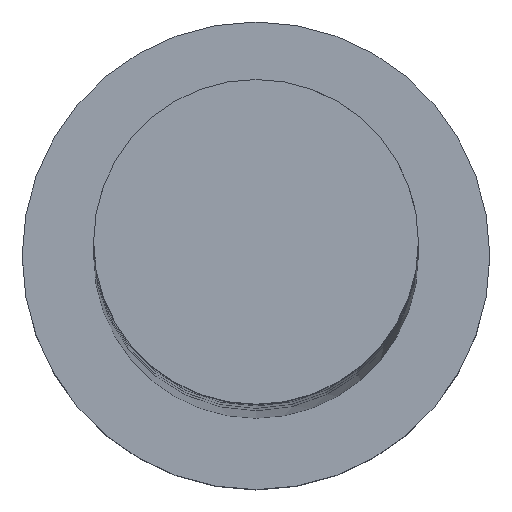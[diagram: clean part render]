
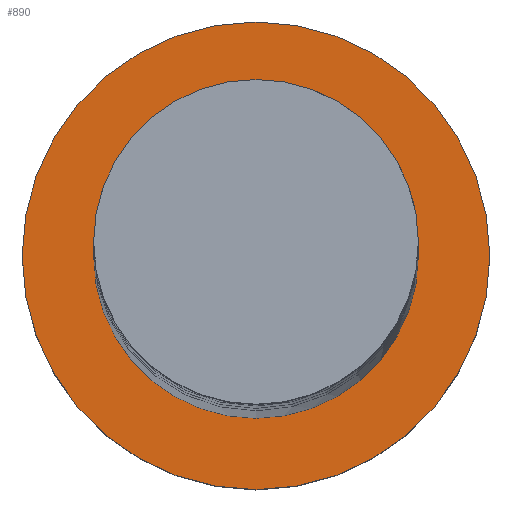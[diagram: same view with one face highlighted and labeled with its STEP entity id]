
A CAD part, top view. The second image highlights one B-rep face of the part: STEP entity #890.
In plain terms, the highlighted planar face has unit normal (0, 0, 1).
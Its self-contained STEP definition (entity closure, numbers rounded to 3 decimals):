
#231 = CARTESIAN_POINT ( 'NONE',  ( 0., 0., 7. ) ) ;
#255 = CIRCLE ( 'NONE', #537, 6.25 ) ;
#325 = AXIS2_PLACEMENT_3D ( 'NONE', #421, #1735, #1583 ) ;
#387 = CARTESIAN_POINT ( 'NONE',  ( 0., 0., 7. ) ) ;
#389 = EDGE_CURVE ( 'NONE', #984, #651, #255, .T. ) ;
#409 = FACE_OUTER_BOUND ( 'NONE', #1294, .T. ) ;
#421 = CARTESIAN_POINT ( 'NONE',  ( 0., 0., 7. ) ) ;
#497 = CARTESIAN_POINT ( 'NONE',  ( -9., 0., 7. ) ) ;
#537 = AXIS2_PLACEMENT_3D ( 'NONE', #1019, #1615, #695 ) ;
#546 = DIRECTION ( 'NONE',  ( 0., 0., 1. ) ) ;
#565 = VERTEX_POINT ( 'NONE', #497 ) ;
#604 = AXIS2_PLACEMENT_3D ( 'NONE', #387, #546, #1624 ) ;
#613 = ORIENTED_EDGE ( 'NONE', *, *, #389, .F. ) ;
#614 = ORIENTED_EDGE ( 'NONE', *, *, #1268, .T. ) ;
#651 = VERTEX_POINT ( 'NONE', #1266 ) ;
#695 = DIRECTION ( 'NONE',  ( 1., 0., 0. ) ) ;
#728 = AXIS2_PLACEMENT_3D ( 'NONE', #1881, #1484, #1781 ) ;
#757 = DIRECTION ( 'NONE',  ( 1., 0., 0. ) ) ;
#770 = ORIENTED_EDGE ( 'NONE', *, *, #965, .T. ) ;
#841 = PLANE ( 'NONE',  #325 ) ;
#884 = FACE_BOUND ( 'NONE', #1060, .T. ) ;
#890 = ADVANCED_FACE ( 'NONE', ( #884, #409 ), #841, .T. ) ;
#965 = EDGE_CURVE ( 'NONE', #1889, #565, #1324, .T. ) ;
#984 = VERTEX_POINT ( 'NONE', #1869 ) ;
#1019 = CARTESIAN_POINT ( 'NONE',  ( 0., 0., 7. ) ) ;
#1060 = EDGE_LOOP ( 'NONE', ( #613, #1188 ) ) ;
#1188 = ORIENTED_EDGE ( 'NONE', *, *, #1923, .F. ) ;
#1266 = CARTESIAN_POINT ( 'NONE',  ( 6.25, 0., 7. ) ) ;
#1268 = EDGE_CURVE ( 'NONE', #565, #1889, #1845, .T. ) ;
#1284 = CARTESIAN_POINT ( 'NONE',  ( 9., 0., 7. ) ) ;
#1294 = EDGE_LOOP ( 'NONE', ( #614, #770 ) ) ;
#1324 = CIRCLE ( 'NONE', #604, 9. ) ;
#1424 = DIRECTION ( 'NONE',  ( 0., 0., 1. ) ) ;
#1478 = AXIS2_PLACEMENT_3D ( 'NONE', #231, #1424, #757 ) ;
#1484 = DIRECTION ( 'NONE',  ( 0., 0., 1. ) ) ;
#1583 = DIRECTION ( 'NONE',  ( 1., 0., 0. ) ) ;
#1615 = DIRECTION ( 'NONE',  ( 0., 0., 1. ) ) ;
#1624 = DIRECTION ( 'NONE',  ( 1., 0., 0. ) ) ;
#1735 = DIRECTION ( 'NONE',  ( 0., 0., 1. ) ) ;
#1781 = DIRECTION ( 'NONE',  ( 1., 0., 0. ) ) ;
#1845 = CIRCLE ( 'NONE', #1478, 9. ) ;
#1846 = CIRCLE ( 'NONE', #728, 6.25 ) ;
#1869 = CARTESIAN_POINT ( 'NONE',  ( -6.25, 0., 7. ) ) ;
#1881 = CARTESIAN_POINT ( 'NONE',  ( 0., 0., 7. ) ) ;
#1889 = VERTEX_POINT ( 'NONE', #1284 ) ;
#1923 = EDGE_CURVE ( 'NONE', #651, #984, #1846, .T. ) ;
